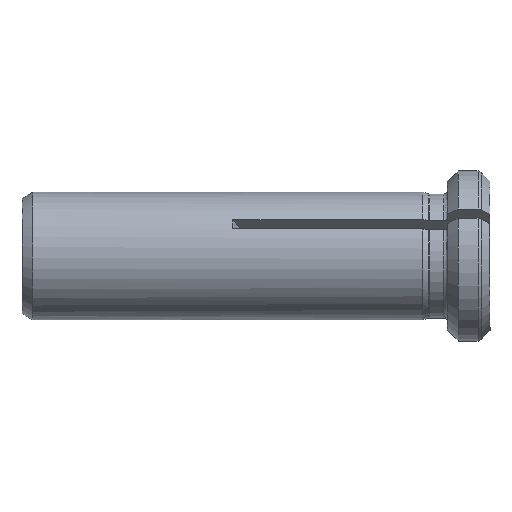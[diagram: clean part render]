
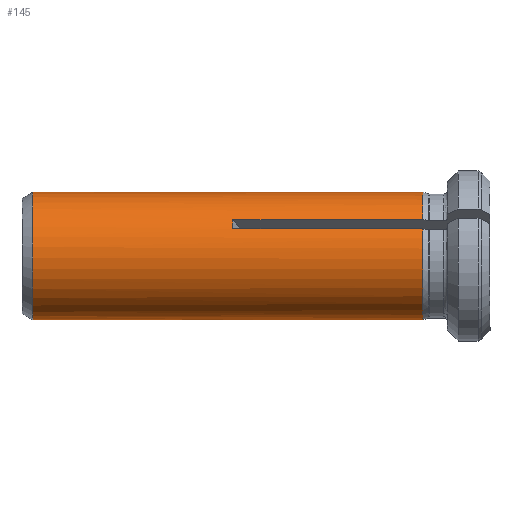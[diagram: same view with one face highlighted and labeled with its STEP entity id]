
A CAD part, front view. The second image highlights one B-rep face of the part: STEP entity #145.
In plain terms, the highlighted cylindrical face has radius 6 mm (diameter 12 mm), a full revolution.
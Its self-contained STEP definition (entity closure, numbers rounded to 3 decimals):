
#145=ADVANCED_FACE( '', ( #336, #337 ), #338, .T. );
#336=FACE_OUTER_BOUND( '', #576, .T. );
#337=FACE_OUTER_BOUND( '', #577, .T. );
#338=CYLINDRICAL_SURFACE( '', #578, 6. );
#576=EDGE_LOOP( '', ( #935 ) );
#577=EDGE_LOOP( '', ( #936, #937, #938, #939, #940, #941, #942, #943, #944, #945, #946, #947 ) );
#578=AXIS2_PLACEMENT_3D( '', #948, #949, #950 );
#935=ORIENTED_EDGE( '', *, *, #1534, .T. );
#936=ORIENTED_EDGE( '', *, *, #1535, .F. );
#937=ORIENTED_EDGE( '', *, *, #1536, .T. );
#938=ORIENTED_EDGE( '', *, *, #1417, .T. );
#939=ORIENTED_EDGE( '', *, *, #1537, .F. );
#940=ORIENTED_EDGE( '', *, *, #1538, .F. );
#941=ORIENTED_EDGE( '', *, *, #1539, .T. );
#942=ORIENTED_EDGE( '', *, *, #1540, .T. );
#943=ORIENTED_EDGE( '', *, *, #1541, .F. );
#944=ORIENTED_EDGE( '', *, *, #1510, .F. );
#945=ORIENTED_EDGE( '', *, *, #1542, .T. );
#946=ORIENTED_EDGE( '', *, *, #1518, .T. );
#947=ORIENTED_EDGE( '', *, *, #1543, .F. );
#948=CARTESIAN_POINT( '', ( -60., 0., 0. ) );
#949=DIRECTION( '', ( 1., 0., 0. ) );
#950=DIRECTION( '', ( 0., 0., 1. ) );
#1417=EDGE_CURVE( '', #1687, #1691, #1693, .T. );
#1510=EDGE_CURVE( '', #1851, #1853, #1854, .F. );
#1518=EDGE_CURVE( '', #1865, #1863, #1866, .T. );
#1534=EDGE_CURVE( '', #1891, #1891, #1892, .T. );
#1535=EDGE_CURVE( '', #1893, #1894, #1895, .F. );
#1536=EDGE_CURVE( '', #1893, #1687, #1896, .F. );
#1537=EDGE_CURVE( '', #1897, #1691, #1898, .F. );
#1538=EDGE_CURVE( '', #1899, #1897, #1900, .F. );
#1539=EDGE_CURVE( '', #1899, #1901, #1902, .F. );
#1540=EDGE_CURVE( '', #1901, #1903, #1904, .T. );
#1541=EDGE_CURVE( '', #1853, #1903, #1905, .F. );
#1542=EDGE_CURVE( '', #1851, #1865, #1906, .F. );
#1543=EDGE_CURVE( '', #1894, #1863, #1907, .F. );
#1687=VERTEX_POINT( '', #2097 );
#1691=VERTEX_POINT( '', #2104 );
#1693=CIRCLE( '', #2112, 6. );
#1851=VERTEX_POINT( '', #2359 );
#1853=VERTEX_POINT( '', #2362 );
#1854=ELLIPSE( '', #2363, 6.385, 6. );
#1863=VERTEX_POINT( '', #2383 );
#1865=VERTEX_POINT( '', #2388 );
#1866=CIRCLE( '', #2389, 6. );
#1891=VERTEX_POINT( '', #2425 );
#1892=CIRCLE( '', #2426, 6. );
#1893=VERTEX_POINT( '', #2427 );
#1894=VERTEX_POINT( '', #2428 );
#1895=ELLIPSE( '', #2429, 6.385, 6. );
#1896=LINE( '', #2430, #2431 );
#1897=VERTEX_POINT( '', #2432 );
#1898=LINE( '', #2433, #2434 );
#1899=VERTEX_POINT( '', #2435 );
#1900=ELLIPSE( '', #2436, 6.385, 6. );
#1901=VERTEX_POINT( '', #2437 );
#1902=LINE( '', #2438, #2439 );
#1903=VERTEX_POINT( '', #2440 );
#1904=CIRCLE( '', #2441, 6. );
#1905=LINE( '', #2442, #2443 );
#1906=LINE( '', #2444, #2445 );
#1907=LINE( '', #2446, #2447 );
#2097=CARTESIAN_POINT( '', ( -6.313, 5.428, 2.557 ) );
#2104=CARTESIAN_POINT( '', ( -6.313, 0.5, -5.979 ) );
#2112=AXIS2_PLACEMENT_3D( '', #2815, #2816, #2817 );
#2359=CARTESIAN_POINT( '', ( -24.176, -4.928, 3.423 ) );
#2362=CARTESIAN_POINT( '', ( -24.176, -5.428, 2.557 ) );
#2363=AXIS2_PLACEMENT_3D( '', #2937, #2938, #2939 );
#2383=CARTESIAN_POINT( '', ( -6.313, 4.928, 3.423 ) );
#2388=CARTESIAN_POINT( '', ( -6.313, -4.928, 3.423 ) );
#2389=AXIS2_PLACEMENT_3D( '', #2944, #2945, #2946 );
#2425=CARTESIAN_POINT( '', ( -42.987, 0., -6. ) );
#2426=AXIS2_PLACEMENT_3D( '', #2967, #2968, #2969 );
#2427=CARTESIAN_POINT( '', ( -24.176, 5.428, 2.557 ) );
#2428=CARTESIAN_POINT( '', ( -24.176, 4.928, 3.423 ) );
#2429=AXIS2_PLACEMENT_3D( '', #2970, #2971, #2972 );
#2430=CARTESIAN_POINT( '', ( -60., 5.428, 2.557 ) );
#2431=VECTOR( '', #2973, 1000. );
#2432=CARTESIAN_POINT( '', ( -24.176, 0.5, -5.979 ) );
#2433=CARTESIAN_POINT( '', ( -60., 0.5, -5.979 ) );
#2434=VECTOR( '', #2974, 1000. );
#2435=CARTESIAN_POINT( '', ( -24.176, -0.5, -5.979 ) );
#2436=AXIS2_PLACEMENT_3D( '', #2975, #2976, #2977 );
#2437=CARTESIAN_POINT( '', ( -6.313, -0.5, -5.979 ) );
#2438=CARTESIAN_POINT( '', ( -60., -0.5, -5.979 ) );
#2439=VECTOR( '', #2978, 1000. );
#2440=CARTESIAN_POINT( '', ( -6.313, -5.428, 2.557 ) );
#2441=AXIS2_PLACEMENT_3D( '', #2979, #2980, #2981 );
#2442=CARTESIAN_POINT( '', ( -60., -5.428, 2.557 ) );
#2443=VECTOR( '', #2982, 1000. );
#2444=CARTESIAN_POINT( '', ( -60., -4.928, 3.423 ) );
#2445=VECTOR( '', #2983, 1000. );
#2446=CARTESIAN_POINT( '', ( -60., 4.928, 3.423 ) );
#2447=VECTOR( '', #2984, 1000. );
#2815=CARTESIAN_POINT( '', ( -6.313, 0., 0. ) );
#2816=DIRECTION( '', ( -1., 0., 0. ) );
#2817=DIRECTION( '', ( 0., 0., 1. ) );
#2937=CARTESIAN_POINT( '', ( -22., 0., 0. ) );
#2938=DIRECTION( '', ( -0.94, 0.296, -0.171 ) );
#2939=DIRECTION( '', ( -0.342, -0.814, 0.47 ) );
#2944=CARTESIAN_POINT( '', ( -6.313, 0., 0. ) );
#2945=DIRECTION( '', ( -1., 0., 0. ) );
#2946=DIRECTION( '', ( 0., 0., 1. ) );
#2967=CARTESIAN_POINT( '', ( -42.987, 0., 0. ) );
#2968=DIRECTION( '', ( 1., 0., 0. ) );
#2969=DIRECTION( '', ( 0., 0., -1. ) );
#2970=CARTESIAN_POINT( '', ( -22., 0., 0. ) );
#2971=DIRECTION( '', ( -0.94, -0.296, -0.171 ) );
#2972=DIRECTION( '', ( -0.342, 0.814, 0.47 ) );
#2973=DIRECTION( '', ( -1., 0., 0. ) );
#2974=DIRECTION( '', ( -1., 0., 0. ) );
#2975=CARTESIAN_POINT( '', ( -22., 0., 0. ) );
#2976=DIRECTION( '', ( -0.94, 0., 0.342 ) );
#2977=DIRECTION( '', ( -0.342, 0., -0.94 ) );
#2978=DIRECTION( '', ( -1., 0., 0. ) );
#2979=CARTESIAN_POINT( '', ( -6.313, 0., 0. ) );
#2980=DIRECTION( '', ( -1., 0., 0. ) );
#2981=DIRECTION( '', ( 0., 0., 1. ) );
#2982=DIRECTION( '', ( -1., 0., 0. ) );
#2983=DIRECTION( '', ( -1., 0., 0. ) );
#2984=DIRECTION( '', ( -1., 0., 0. ) );
